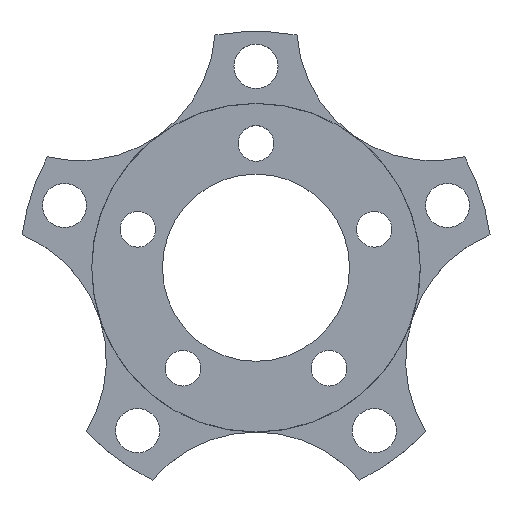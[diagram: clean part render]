
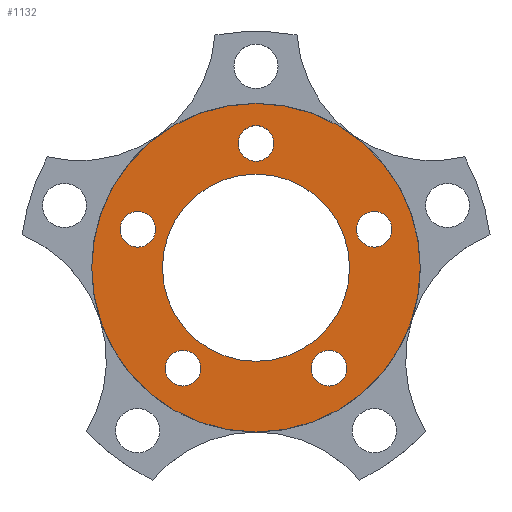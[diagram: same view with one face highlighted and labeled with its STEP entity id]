
A CAD part, top view. The second image highlights one B-rep face of the part: STEP entity #1132.
In plain terms, the highlighted planar face has unit normal (0, 0, 1).
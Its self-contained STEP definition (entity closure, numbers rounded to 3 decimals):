
#192 = CYLINDRICAL_SURFACE('',#193,38.35);
#193 = AXIS2_PLACEMENT_3D('',#194,#195,#196);
#194 = CARTESIAN_POINT('',(0.,0.,0.));
#195 = DIRECTION('',(-0.,-0.,-1.));
#196 = DIRECTION('',(1.,0.,0.));
#568 = VERTEX_POINT('',#569);
#569 = CARTESIAN_POINT('',(38.35,0.,5.));
#590 = EDGE_CURVE('',#568,#568,#591,.T.);
#591 = SURFACE_CURVE('',#592,(#597,#604),.PCURVE_S1.);
#592 = CIRCLE('',#593,38.35);
#593 = AXIS2_PLACEMENT_3D('',#594,#595,#596);
#594 = CARTESIAN_POINT('',(0.,0.,5.));
#595 = DIRECTION('',(0.,0.,1.));
#596 = DIRECTION('',(1.,0.,0.));
#597 = PCURVE('',#192,#598);
#598 = DEFINITIONAL_REPRESENTATION('',(#599),#603);
#599 = LINE('',#600,#601);
#600 = CARTESIAN_POINT('',(-0.,-5.));
#601 = VECTOR('',#602,1.);
#602 = DIRECTION('',(-1.,0.));
#603 = ( GEOMETRIC_REPRESENTATION_CONTEXT(2) 
PARAMETRIC_REPRESENTATION_CONTEXT() REPRESENTATION_CONTEXT('2D SPACE',''
  ) );
#604 = PCURVE('',#605,#610);
#605 = PLANE('',#606);
#606 = AXIS2_PLACEMENT_3D('',#607,#608,#609);
#607 = CARTESIAN_POINT('',(0.,0.,5.));
#608 = DIRECTION('',(0.,0.,1.));
#609 = DIRECTION('',(1.,0.,0.));
#610 = DEFINITIONAL_REPRESENTATION('',(#611),#615);
#611 = CIRCLE('',#612,38.35);
#612 = AXIS2_PLACEMENT_2D('',#613,#614);
#613 = CARTESIAN_POINT('',(0.,0.));
#614 = DIRECTION('',(1.,0.));
#615 = ( GEOMETRIC_REPRESENTATION_CONTEXT(2) 
PARAMETRIC_REPRESENTATION_CONTEXT() REPRESENTATION_CONTEXT('2D SPACE',''
  ) );
#1132 = ADVANCED_FACE('',(#1133,#1136,#1167,#1198,#1229,#1260,#1291),
  #605,.T.);
#1133 = FACE_BOUND('',#1134,.T.);
#1134 = EDGE_LOOP('',(#1135));
#1135 = ORIENTED_EDGE('',*,*,#590,.T.);
#1136 = FACE_BOUND('',#1137,.F.);
#1137 = EDGE_LOOP('',(#1138));
#1138 = ORIENTED_EDGE('',*,*,#1139,.T.);
#1139 = EDGE_CURVE('',#1140,#1140,#1142,.T.);
#1140 = VERTEX_POINT('',#1141);
#1141 = CARTESIAN_POINT('',(21.85,0.,5.));
#1142 = SURFACE_CURVE('',#1143,(#1148,#1155),.PCURVE_S1.);
#1143 = CIRCLE('',#1144,21.85);
#1144 = AXIS2_PLACEMENT_3D('',#1145,#1146,#1147);
#1145 = CARTESIAN_POINT('',(0.,0.,5.));
#1146 = DIRECTION('',(0.,0.,1.));
#1147 = DIRECTION('',(1.,0.,0.));
#1148 = PCURVE('',#605,#1149);
#1149 = DEFINITIONAL_REPRESENTATION('',(#1150),#1154);
#1150 = CIRCLE('',#1151,21.85);
#1151 = AXIS2_PLACEMENT_2D('',#1152,#1153);
#1152 = CARTESIAN_POINT('',(0.,0.));
#1153 = DIRECTION('',(1.,0.));
#1154 = ( GEOMETRIC_REPRESENTATION_CONTEXT(2) 
PARAMETRIC_REPRESENTATION_CONTEXT() REPRESENTATION_CONTEXT('2D SPACE',''
  ) );
#1155 = PCURVE('',#1156,#1161);
#1156 = CYLINDRICAL_SURFACE('',#1157,21.85);
#1157 = AXIS2_PLACEMENT_3D('',#1158,#1159,#1160);
#1158 = CARTESIAN_POINT('',(0.,0.,0.));
#1159 = DIRECTION('',(-0.,-0.,-1.));
#1160 = DIRECTION('',(1.,0.,0.));
#1161 = DEFINITIONAL_REPRESENTATION('',(#1162),#1166);
#1162 = LINE('',#1163,#1164);
#1163 = CARTESIAN_POINT('',(-0.,-5.));
#1164 = VECTOR('',#1165,1.);
#1165 = DIRECTION('',(-1.,0.));
#1166 = ( GEOMETRIC_REPRESENTATION_CONTEXT(2) 
PARAMETRIC_REPRESENTATION_CONTEXT() REPRESENTATION_CONTEXT('2D SPACE',''
  ) );
#1167 = FACE_BOUND('',#1168,.F.);
#1168 = EDGE_LOOP('',(#1169));
#1169 = ORIENTED_EDGE('',*,*,#1170,.T.);
#1170 = EDGE_CURVE('',#1171,#1171,#1173,.T.);
#1171 = VERTEX_POINT('',#1172);
#1172 = CARTESIAN_POINT('',(-23.431,8.961,5.));
#1173 = SURFACE_CURVE('',#1174,(#1179,#1186),.PCURVE_S1.);
#1174 = CIRCLE('',#1175,4.15);
#1175 = AXIS2_PLACEMENT_3D('',#1176,#1177,#1178);
#1176 = CARTESIAN_POINT('',(-27.581,8.961,5.));
#1177 = DIRECTION('',(0.,0.,1.));
#1178 = DIRECTION('',(1.,0.,0.));
#1179 = PCURVE('',#605,#1180);
#1180 = DEFINITIONAL_REPRESENTATION('',(#1181),#1185);
#1181 = CIRCLE('',#1182,4.15);
#1182 = AXIS2_PLACEMENT_2D('',#1183,#1184);
#1183 = CARTESIAN_POINT('',(-27.581,8.961));
#1184 = DIRECTION('',(1.,0.));
#1185 = ( GEOMETRIC_REPRESENTATION_CONTEXT(2) 
PARAMETRIC_REPRESENTATION_CONTEXT() REPRESENTATION_CONTEXT('2D SPACE',''
  ) );
#1186 = PCURVE('',#1187,#1192);
#1187 = CYLINDRICAL_SURFACE('',#1188,4.15);
#1188 = AXIS2_PLACEMENT_3D('',#1189,#1190,#1191);
#1189 = CARTESIAN_POINT('',(-27.581,8.961,0.));
#1190 = DIRECTION('',(-0.,-0.,-1.));
#1191 = DIRECTION('',(1.,0.,0.));
#1192 = DEFINITIONAL_REPRESENTATION('',(#1193),#1197);
#1193 = LINE('',#1194,#1195);
#1194 = CARTESIAN_POINT('',(-0.,-5.));
#1195 = VECTOR('',#1196,1.);
#1196 = DIRECTION('',(-1.,0.));
#1197 = ( GEOMETRIC_REPRESENTATION_CONTEXT(2) 
PARAMETRIC_REPRESENTATION_CONTEXT() REPRESENTATION_CONTEXT('2D SPACE',''
  ) );
#1198 = FACE_BOUND('',#1199,.F.);
#1199 = EDGE_LOOP('',(#1200));
#1200 = ORIENTED_EDGE('',*,*,#1201,.T.);
#1201 = EDGE_CURVE('',#1202,#1202,#1204,.T.);
#1202 = VERTEX_POINT('',#1203);
#1203 = CARTESIAN_POINT('',(31.731,8.961,5.));
#1204 = SURFACE_CURVE('',#1205,(#1210,#1217),.PCURVE_S1.);
#1205 = CIRCLE('',#1206,4.15);
#1206 = AXIS2_PLACEMENT_3D('',#1207,#1208,#1209);
#1207 = CARTESIAN_POINT('',(27.581,8.961,5.));
#1208 = DIRECTION('',(0.,0.,1.));
#1209 = DIRECTION('',(1.,0.,0.));
#1210 = PCURVE('',#605,#1211);
#1211 = DEFINITIONAL_REPRESENTATION('',(#1212),#1216);
#1212 = CIRCLE('',#1213,4.15);
#1213 = AXIS2_PLACEMENT_2D('',#1214,#1215);
#1214 = CARTESIAN_POINT('',(27.581,8.961));
#1215 = DIRECTION('',(1.,0.));
#1216 = ( GEOMETRIC_REPRESENTATION_CONTEXT(2) 
PARAMETRIC_REPRESENTATION_CONTEXT() REPRESENTATION_CONTEXT('2D SPACE',''
  ) );
#1217 = PCURVE('',#1218,#1223);
#1218 = CYLINDRICAL_SURFACE('',#1219,4.15);
#1219 = AXIS2_PLACEMENT_3D('',#1220,#1221,#1222);
#1220 = CARTESIAN_POINT('',(27.581,8.961,0.));
#1221 = DIRECTION('',(-0.,-0.,-1.));
#1222 = DIRECTION('',(1.,0.,0.));
#1223 = DEFINITIONAL_REPRESENTATION('',(#1224),#1228);
#1224 = LINE('',#1225,#1226);
#1225 = CARTESIAN_POINT('',(-0.,-5.));
#1226 = VECTOR('',#1227,1.);
#1227 = DIRECTION('',(-1.,0.));
#1228 = ( GEOMETRIC_REPRESENTATION_CONTEXT(2) 
PARAMETRIC_REPRESENTATION_CONTEXT() REPRESENTATION_CONTEXT('2D SPACE',''
  ) );
#1229 = FACE_BOUND('',#1230,.F.);
#1230 = EDGE_LOOP('',(#1231));
#1231 = ORIENTED_EDGE('',*,*,#1232,.T.);
#1232 = EDGE_CURVE('',#1233,#1233,#1235,.T.);
#1233 = VERTEX_POINT('',#1234);
#1234 = CARTESIAN_POINT('',(4.15,29.,5.));
#1235 = SURFACE_CURVE('',#1236,(#1241,#1248),.PCURVE_S1.);
#1236 = CIRCLE('',#1237,4.15);
#1237 = AXIS2_PLACEMENT_3D('',#1238,#1239,#1240);
#1238 = CARTESIAN_POINT('',(0.,29.,5.));
#1239 = DIRECTION('',(0.,0.,1.));
#1240 = DIRECTION('',(1.,0.,0.));
#1241 = PCURVE('',#605,#1242);
#1242 = DEFINITIONAL_REPRESENTATION('',(#1243),#1247);
#1243 = CIRCLE('',#1244,4.15);
#1244 = AXIS2_PLACEMENT_2D('',#1245,#1246);
#1245 = CARTESIAN_POINT('',(0.,29.));
#1246 = DIRECTION('',(1.,0.));
#1247 = ( GEOMETRIC_REPRESENTATION_CONTEXT(2) 
PARAMETRIC_REPRESENTATION_CONTEXT() REPRESENTATION_CONTEXT('2D SPACE',''
  ) );
#1248 = PCURVE('',#1249,#1254);
#1249 = CYLINDRICAL_SURFACE('',#1250,4.15);
#1250 = AXIS2_PLACEMENT_3D('',#1251,#1252,#1253);
#1251 = CARTESIAN_POINT('',(0.,29.,0.));
#1252 = DIRECTION('',(-0.,-0.,-1.));
#1253 = DIRECTION('',(1.,0.,0.));
#1254 = DEFINITIONAL_REPRESENTATION('',(#1255),#1259);
#1255 = LINE('',#1256,#1257);
#1256 = CARTESIAN_POINT('',(-0.,-5.));
#1257 = VECTOR('',#1258,1.);
#1258 = DIRECTION('',(-1.,0.));
#1259 = ( GEOMETRIC_REPRESENTATION_CONTEXT(2) 
PARAMETRIC_REPRESENTATION_CONTEXT() REPRESENTATION_CONTEXT('2D SPACE',''
  ) );
#1260 = FACE_BOUND('',#1261,.F.);
#1261 = EDGE_LOOP('',(#1262));
#1262 = ORIENTED_EDGE('',*,*,#1263,.T.);
#1263 = EDGE_CURVE('',#1264,#1264,#1266,.T.);
#1264 = VERTEX_POINT('',#1265);
#1265 = CARTESIAN_POINT('',(-12.896,-23.461,5.));
#1266 = SURFACE_CURVE('',#1267,(#1272,#1279),.PCURVE_S1.);
#1267 = CIRCLE('',#1268,4.15);
#1268 = AXIS2_PLACEMENT_3D('',#1269,#1270,#1271);
#1269 = CARTESIAN_POINT('',(-17.046,-23.461,5.));
#1270 = DIRECTION('',(0.,0.,1.));
#1271 = DIRECTION('',(1.,0.,0.));
#1272 = PCURVE('',#605,#1273);
#1273 = DEFINITIONAL_REPRESENTATION('',(#1274),#1278);
#1274 = CIRCLE('',#1275,4.15);
#1275 = AXIS2_PLACEMENT_2D('',#1276,#1277);
#1276 = CARTESIAN_POINT('',(-17.046,-23.461));
#1277 = DIRECTION('',(1.,0.));
#1278 = ( GEOMETRIC_REPRESENTATION_CONTEXT(2) 
PARAMETRIC_REPRESENTATION_CONTEXT() REPRESENTATION_CONTEXT('2D SPACE',''
  ) );
#1279 = PCURVE('',#1280,#1285);
#1280 = CYLINDRICAL_SURFACE('',#1281,4.15);
#1281 = AXIS2_PLACEMENT_3D('',#1282,#1283,#1284);
#1282 = CARTESIAN_POINT('',(-17.046,-23.461,0.));
#1283 = DIRECTION('',(-0.,-0.,-1.));
#1284 = DIRECTION('',(1.,0.,0.));
#1285 = DEFINITIONAL_REPRESENTATION('',(#1286),#1290);
#1286 = LINE('',#1287,#1288);
#1287 = CARTESIAN_POINT('',(-0.,-5.));
#1288 = VECTOR('',#1289,1.);
#1289 = DIRECTION('',(-1.,0.));
#1290 = ( GEOMETRIC_REPRESENTATION_CONTEXT(2) 
PARAMETRIC_REPRESENTATION_CONTEXT() REPRESENTATION_CONTEXT('2D SPACE',''
  ) );
#1291 = FACE_BOUND('',#1292,.F.);
#1292 = EDGE_LOOP('',(#1293));
#1293 = ORIENTED_EDGE('',*,*,#1294,.T.);
#1294 = EDGE_CURVE('',#1295,#1295,#1297,.T.);
#1295 = VERTEX_POINT('',#1296);
#1296 = CARTESIAN_POINT('',(21.196,-23.461,5.));
#1297 = SURFACE_CURVE('',#1298,(#1303,#1310),.PCURVE_S1.);
#1298 = CIRCLE('',#1299,4.15);
#1299 = AXIS2_PLACEMENT_3D('',#1300,#1301,#1302);
#1300 = CARTESIAN_POINT('',(17.046,-23.461,5.));
#1301 = DIRECTION('',(0.,0.,1.));
#1302 = DIRECTION('',(1.,0.,0.));
#1303 = PCURVE('',#605,#1304);
#1304 = DEFINITIONAL_REPRESENTATION('',(#1305),#1309);
#1305 = CIRCLE('',#1306,4.15);
#1306 = AXIS2_PLACEMENT_2D('',#1307,#1308);
#1307 = CARTESIAN_POINT('',(17.046,-23.461));
#1308 = DIRECTION('',(1.,0.));
#1309 = ( GEOMETRIC_REPRESENTATION_CONTEXT(2) 
PARAMETRIC_REPRESENTATION_CONTEXT() REPRESENTATION_CONTEXT('2D SPACE',''
  ) );
#1310 = PCURVE('',#1311,#1316);
#1311 = CYLINDRICAL_SURFACE('',#1312,4.15);
#1312 = AXIS2_PLACEMENT_3D('',#1313,#1314,#1315);
#1313 = CARTESIAN_POINT('',(17.046,-23.461,0.));
#1314 = DIRECTION('',(-0.,-0.,-1.));
#1315 = DIRECTION('',(1.,0.,0.));
#1316 = DEFINITIONAL_REPRESENTATION('',(#1317),#1321);
#1317 = LINE('',#1318,#1319);
#1318 = CARTESIAN_POINT('',(-0.,-5.));
#1319 = VECTOR('',#1320,1.);
#1320 = DIRECTION('',(-1.,0.));
#1321 = ( GEOMETRIC_REPRESENTATION_CONTEXT(2) 
PARAMETRIC_REPRESENTATION_CONTEXT() REPRESENTATION_CONTEXT('2D SPACE',''
  ) );
